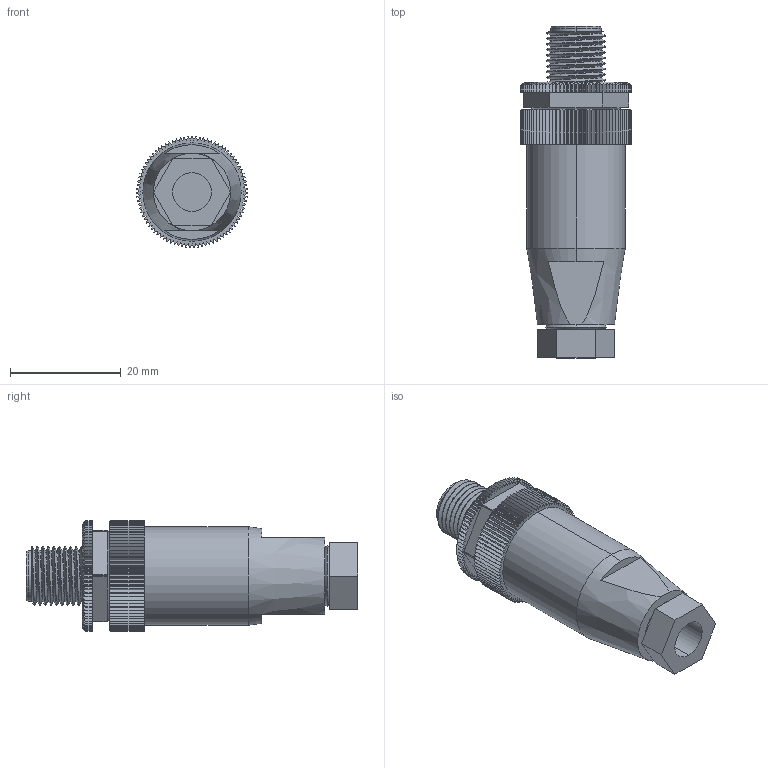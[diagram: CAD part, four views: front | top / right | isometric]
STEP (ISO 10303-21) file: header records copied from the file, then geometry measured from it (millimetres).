
FILE_DESCRIPTION (( 'STEP AP214' ), '1' );
FILE_NAME ('7000-12721-0000000.step', '2016-05-09T18:46:24', ( '' ), ( '' ), 'SwSTEP 2.0', 'SolidWorks 2015', '' );
FILE_SCHEMA (( 'AUTOMOTIVE_DESIGN' ));
Length unit declared in the file: millimetre
Products named in the file (1): 7000-12721-0000000
Bounding box: 20 x 60 x 19.99 mm (x, y, z)
Volume: 10876.8 mm3; surface area: 5406.8 mm2
Topology: 1 solids, 1 shells, 810 faces, 2385 edges, 1588 vertices
Faces by surface type: plane 399, cylinder 219, cone 182, bspline 4, sphere 4, torus 2
Entity records: 32899 total; most frequent: CARTESIAN_POINT 8206, ORIENTED_EDGE 4746, DIRECTION 4179, EDGE_CURVE 2373, VERTEX_POINT 1580, AXIS2_PLACEMENT_3D 1408, LINE 1363, VECTOR 1363
